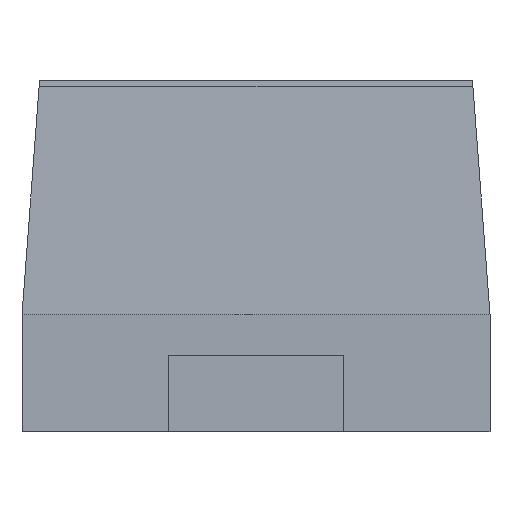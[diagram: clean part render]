
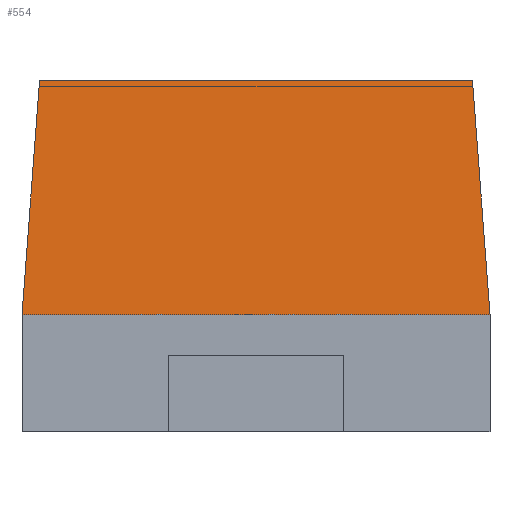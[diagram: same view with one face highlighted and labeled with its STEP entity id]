
A CAD part, left-side view. The second image highlights one B-rep face of the part: STEP entity #554.
In plain terms, the highlighted planar face has unit normal (-0.997, 0, 0.075).
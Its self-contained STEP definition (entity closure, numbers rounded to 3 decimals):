
#554 = ADVANCED_FACE('',(#555),#589,.T.);
#555 = FACE_BOUND('',#556,.F.);
#556 = EDGE_LOOP('',(#557,#567,#575,#583));
#557 = ORIENTED_EDGE('',*,*,#558,.F.);
#558 = EDGE_CURVE('',#559,#561,#563,.T.);
#559 = VERTEX_POINT('',#560);
#560 = CARTESIAN_POINT('',(-0.57,-0.37,0.6));
#561 = VERTEX_POINT('',#562);
#562 = CARTESIAN_POINT('',(-0.57,0.37,0.6));
#563 = LINE('',#564,#565);
#564 = CARTESIAN_POINT('',(-0.57,-0.4,0.6));
#565 = VECTOR('',#566,1.);
#566 = DIRECTION('',(0.,1.,0.));
#567 = ORIENTED_EDGE('',*,*,#568,.F.);
#568 = EDGE_CURVE('',#569,#559,#571,.T.);
#569 = VERTEX_POINT('',#570);
#570 = CARTESIAN_POINT('',(-0.6,-0.4,0.2));
#571 = LINE('',#572,#573);
#572 = CARTESIAN_POINT('',(-0.582,-0.382,
    0.443));
#573 = VECTOR('',#574,1.);
#574 = DIRECTION('',(0.075,0.075,
    0.994));
#575 = ORIENTED_EDGE('',*,*,#576,.T.);
#576 = EDGE_CURVE('',#569,#577,#579,.T.);
#577 = VERTEX_POINT('',#578);
#578 = CARTESIAN_POINT('',(-0.6,0.4,0.2));
#579 = LINE('',#580,#581);
#580 = CARTESIAN_POINT('',(-0.6,-0.4,0.2));
#581 = VECTOR('',#582,1.);
#582 = DIRECTION('',(0.,1.,0.));
#583 = ORIENTED_EDGE('',*,*,#584,.T.);
#584 = EDGE_CURVE('',#577,#561,#585,.T.);
#585 = LINE('',#586,#587);
#586 = CARTESIAN_POINT('',(-0.583,0.383,0.429
    ));
#587 = VECTOR('',#588,1.);
#588 = DIRECTION('',(0.075,-0.075,
    0.994));
#589 = PLANE('',#590);
#590 = AXIS2_PLACEMENT_3D('',#591,#592,#593);
#591 = CARTESIAN_POINT('',(-0.585,-0.4,0.4));
#592 = DIRECTION('',(-0.997,0.,
    0.075));
#593 = DIRECTION('',(0.,-1.,0.));
